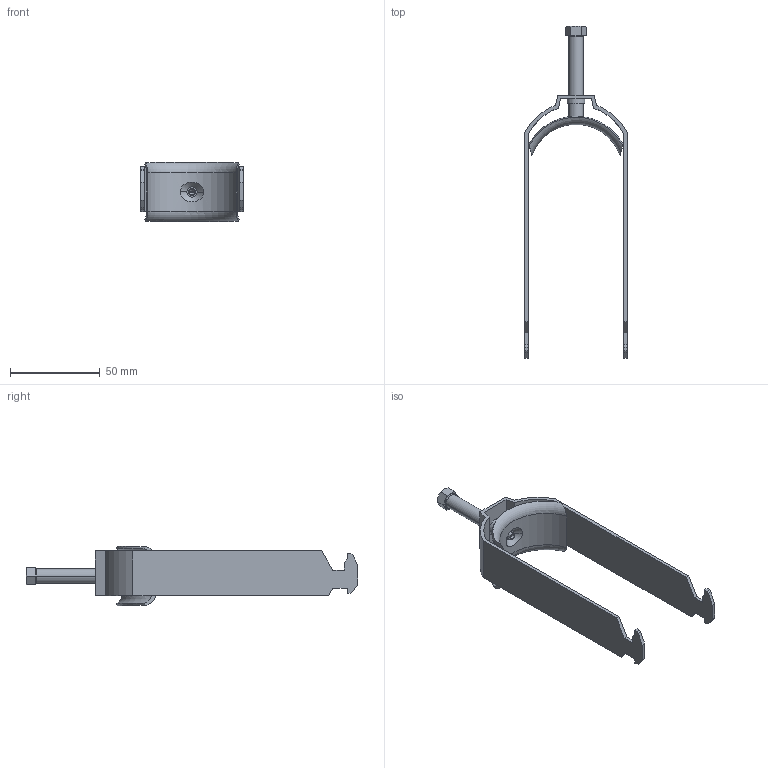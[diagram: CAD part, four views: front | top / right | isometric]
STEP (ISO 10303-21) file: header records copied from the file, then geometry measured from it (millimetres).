
FILE_DESCRIPTION (( 'STEP AP214' ), '1' );
FILE_NAME ('1186049.STEP', '2023-09-04T07:06:25', ( '' ), ( '' ), 'SwSTEP 2.0', 'SolidWorks 2022', '' );
FILE_SCHEMA (( 'AUTOMOTIVE_DESIGN' ));
Length unit declared in the file: millimetre
Products named in the file (4): 142313_Druckschraube - M8 x 45; 203451_Standard; 157098_2Fach; 1186049
Assembly tree (3 placements, depth 2):
  1186049
    157098_2Fach
    142313_Druckschraube - M8 x 45
    203451_Standard
Bounding box: 57 x 184.5 x 33.09 mm (x, y, z)
Volume: 21568.2 mm3; surface area: 23513 mm2
Topology: 3 solids, 3 shells, 250 faces, 658 edges, 436 vertices
Faces by surface type: plane 151, bspline 47, cylinder 34, cone 10, torus 8
Entity records: 12326 total; most frequent: CARTESIAN_POINT 5843, ORIENTED_EDGE 1308, DIRECTION 1030, EDGE_CURVE 654, VERTEX_POINT 436, LINE 412, VECTOR 412, AXIS2_PLACEMENT_3D 309
